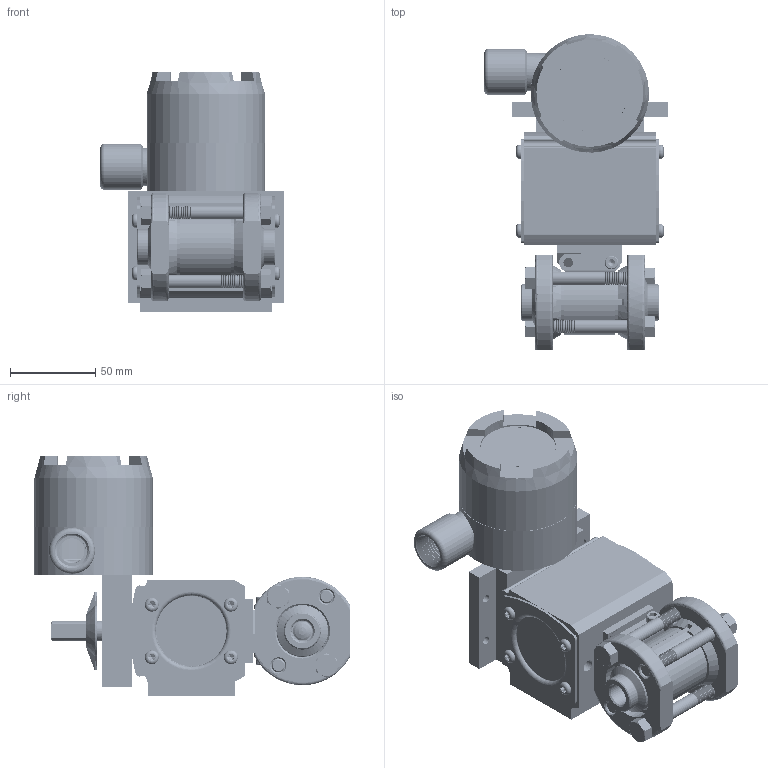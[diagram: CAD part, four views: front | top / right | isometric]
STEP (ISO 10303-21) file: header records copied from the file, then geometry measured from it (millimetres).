
FILE_DESCRIPTION (( 'STEP AP203' ), '1' );
FILE_NAME ('25XXTSWSA512DLS.step', '2018-09-04T19:41:24', ( '' ), ( '' ), 'SwSTEP 2.0', 'SolidWorks 2018', '' );
FILE_SCHEMA (( 'CONFIG_CONTROL_DESIGN' ));
Length unit declared in the file: inch
Products named in the file (1): 25XXTSWSA512DLS
Bounding box: 107.71 x 184.85 x 140.21 mm (x, y, z)
Volume: 575087.4 mm3; surface area: 219522.8 mm2
Topology: 39 solids, 39 shells, 3642 faces, 9894 edges, 6360 vertices
Faces by surface type: cylinder 1712, cone 1116, plane 578, torus 127, bspline 107, sphere 2
Entity records: 158971 total; most frequent: CARTESIAN_POINT 70561, ORIENTED_EDGE 19516, DIRECTION 18186, EDGE_CURVE 9758, AXIS2_PLACEMENT_3D 7302, VERTEX_POINT 6356, EDGE_LOOP 3934, CIRCLE 3766
